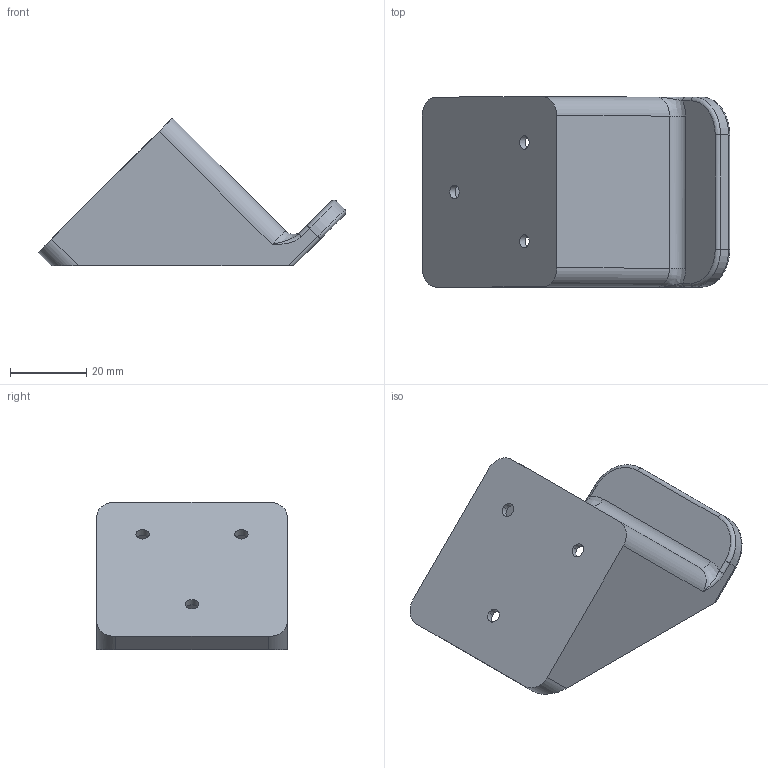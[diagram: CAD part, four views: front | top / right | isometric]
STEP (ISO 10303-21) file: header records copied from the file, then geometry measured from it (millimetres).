
FILE_DESCRIPTION(/* description */ (''),/* implementation_level */ '2;1');
FILE_NAME(/* name */ 'Bracket_D50xW50',/* time_stamp */ '2024-07-30T00:58:51+02:00',/* author */ (''),/* organization */ (''),/* preprocessor_version */ 'ST-DEVELOPER v19.2',/* originating_system */ 'Rhino 8.11',/* authorisation */ '');
FILE_SCHEMA (('CONFIG_CONTROL_DESIGN'));
Length unit declared in the file: millimetre
Products named in the file (1): Document
Bounding box: 80.9 x 50 x 38.89 mm (x, y, z)
Volume: 37052.6 mm3; surface area: 16234 mm2
Topology: 1 solids, 1 shells, 47 faces, 121 edges, 74 vertices
Faces by surface type: cylinder 19, plane 14, bspline 14
Entity records: 1669 total; most frequent: CARTESIAN_POINT 634, ORIENTED_EDGE 238, DIRECTION 121, EDGE_CURVE 119, AXIS2_PLACEMENT_3D 77, VERTEX_POINT 74, EDGE_LOOP 53, B_SPLINE_CURVE_WITH_KNOTS 50
